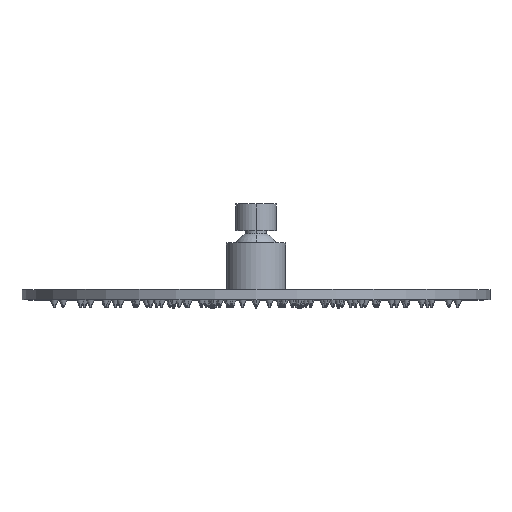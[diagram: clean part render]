
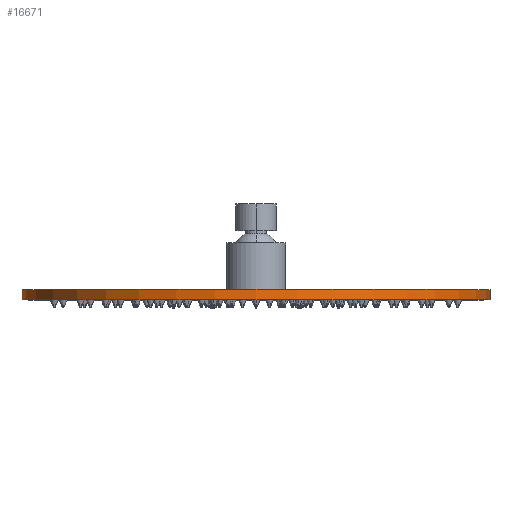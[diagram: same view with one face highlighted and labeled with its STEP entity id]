
A CAD part, top view. The second image highlights one B-rep face of the part: STEP entity #16671.
In plain terms, the highlighted cylindrical face has radius 150 mm (diameter 300 mm), a partial arc.
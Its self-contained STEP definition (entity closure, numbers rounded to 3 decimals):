
#26=CARTESIAN_POINT('',(0.,0.,0.));
#27=DIRECTION('',(0.,1.,0.));
#28=DIRECTION('',(-1.,0.,0.));
#29=AXIS2_PLACEMENT_3D('',#26,#27,#28);
#4450=DIRECTION('',(0.,1.,0.));
#4451=VECTOR('',#4450,6.5);
#4452=CARTESIAN_POINT('',(150.,0.,0.));
#4453=LINE('',#4452,#4451);
#4457=DIRECTION('',(0.,1.,0.));
#4458=VECTOR('',#4457,6.5);
#4459=CARTESIAN_POINT('',(-150.,0.,0.));
#4460=LINE('',#4459,#4458);
#4472=CARTESIAN_POINT('',(0.,6.5,0.));
#4473=DIRECTION('',(0.,1.,0.));
#4474=DIRECTION('',(-1.,0.,0.));
#4475=AXIS2_PLACEMENT_3D('',#4472,#4473,#4474);
#10768=CARTESIAN_POINT('',(150.,0.,0.));
#10769=CARTESIAN_POINT('',(-150.,0.,0.));
#10770=VERTEX_POINT('',#10768);
#10771=VERTEX_POINT('',#10769);
#10772=CARTESIAN_POINT('',(150.,6.5,0.));
#10773=CARTESIAN_POINT('',(-150.,6.5,0.));
#10774=VERTEX_POINT('',#10772);
#10775=VERTEX_POINT('',#10773);
#16659=CARTESIAN_POINT('',(0.,0.,0.));
#16660=DIRECTION('',(0.,1.,0.));
#16661=DIRECTION('',(1.,0.,0.));
#16662=AXIS2_PLACEMENT_3D('',#16659,#16660,#16661);
#16663=CYLINDRICAL_SURFACE('',#16662,150.);
#16664=ORIENTED_EDGE('',*,*,#12475,.F.);
#16665=ORIENTED_EDGE('',*,*,#16642,.T.);
#16667=ORIENTED_EDGE('',*,*,#16666,.T.);
#16668=ORIENTED_EDGE('',*,*,#16638,.F.);
#16669=EDGE_LOOP('',(#16664,#16665,#16667,#16668));
#16670=FACE_OUTER_BOUND('',#16669,.F.);
#16671=ADVANCED_FACE('',(#16670),#16663,.T.);
#30=CIRCLE('',#29,150.);
#4476=CIRCLE('',#4475,150.);
#12475=EDGE_CURVE('',#10771,#10770,#30,.T.);
#16638=EDGE_CURVE('',#10770,#10774,#4453,.T.);
#16642=EDGE_CURVE('',#10771,#10775,#4460,.T.);
#16666=EDGE_CURVE('',#10775,#10774,#4476,.T.);
